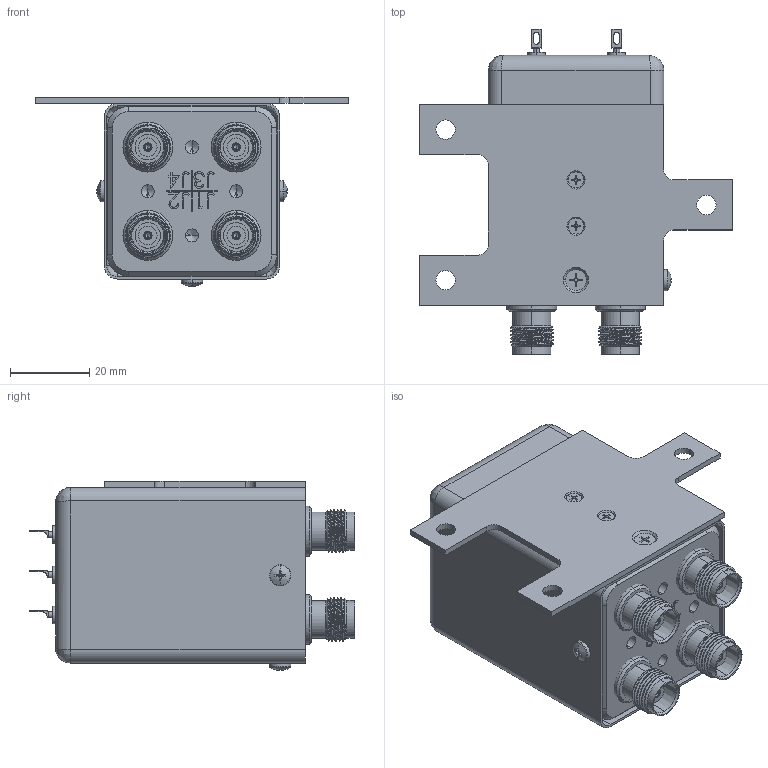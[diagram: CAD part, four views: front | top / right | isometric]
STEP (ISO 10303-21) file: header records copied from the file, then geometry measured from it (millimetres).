
FILE_DESCRIPTION (( 'STEP AP203' ), '1' );
FILE_NAME ('FMSW6512_3D.STEP', '2022-05-18T17:08:38', ( '' ), ( '' ), 'SwSTEP 2.0', 'SolidWorks 2021', '' );
FILE_SCHEMA (( 'CONFIG_CONTROL_DESIGN' ));
Length unit declared in the file: inch
Products named in the file (9): B22064002_1^FMSW6512; FMSW6512_3D; A12075Y04_-401_1^FMSW6512; A12075Y05_-402_1^FMSW6512; TNC_1^FMSW6512; A12075Y05_-202_1^FMSW6512; B22061003(未完成)_-6H^FMSW6512; R040691-e360_-03_1^FMSW6512; B2202100X_1^FMSW6512
Assembly tree (19 placements, depth 2):
  FMSW6512_3D
    B2202100X_1^FMSW6512
    B22061003(未完成)_-6H^FMSW6512
    B22064002_1^FMSW6512
    R040691-e360_-03_1^FMSW6512  x6
    A12075Y05_-402_1^FMSW6512
    A12075Y04_-401_1^FMSW6512  x3
    A12075Y05_-202_1^FMSW6512  x2
    TNC_1^FMSW6512  x4
Bounding box: 79.25 x 82.29 x 47.86 mm (x, y, z)
Volume: 36205.5 mm3; surface area: 45707.9 mm2
Topology: 27 solids, 27 shells, 1227 faces, 3090 edges, 1989 vertices
Faces by surface type: plane 496, cylinder 374, bspline 225, cone 132
Entity records: 35068 total; most frequent: CARTESIAN_POINT 16252, ORIENTED_EDGE 3848, DIRECTION 3149, EDGE_CURVE 1924, VERTEX_POINT 1264, VECTOR 1121, LINE 1121, AXIS2_PLACEMENT_3D 1014
